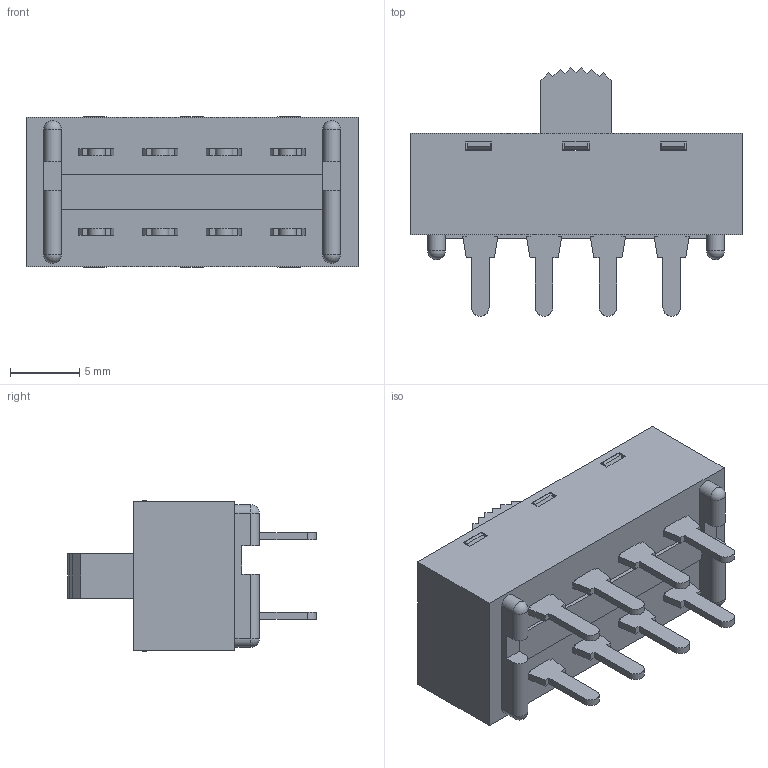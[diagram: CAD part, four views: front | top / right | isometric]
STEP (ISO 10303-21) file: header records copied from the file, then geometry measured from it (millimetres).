
FILE_DESCRIPTION( ( 'STEP AP214' ), '1' );
FILE_NAME( 'L203011MS02Q.stp', '2021-01-09T09:02:15', ( 'License CC BY-ND 4.0' ), ( 'CADENAS' ), ' ', 'PARTsolutions', ' ' );
FILE_SCHEMA( ( 'AUTOMOTIVE_DESIGN { 1 0 10303 214 1 1 1 1 }' ) );
Length unit declared in the file: inch
Products named in the file (6): L203011MS02Q; 1
Assembly tree (5 placements, depth 2):
  L203011MS02Q
    1
    1
    1
    1
    1
Bounding box: 23.93 x 17.91 x 10.82 mm (x, y, z)
Volume: 88.3 mm3; surface area: 2528.2 mm2
Topology: 4 solids, 584 shells, 611 faces, 3441 edges, 3412 vertices
Faces by surface type: plane 507, cylinder 92, torus 8, sphere 4
Full cylindrical faces by diameter (mm): 1.016 x2
Entity records: 33369 total; most frequent: CARTESIAN_POINT 8369, DIRECTION 4771, ORIENTED_EDGE 3498, EDGE_CURVE 3429, VERTEX_POINT 3406, LINE 2945, VECTOR 2945, AXIS2_PLACEMENT_3D 913
